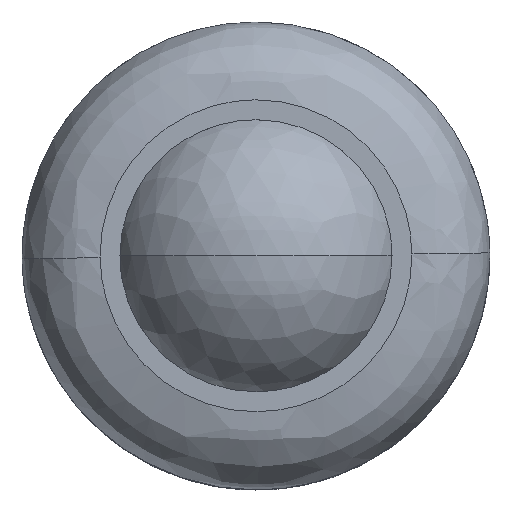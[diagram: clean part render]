
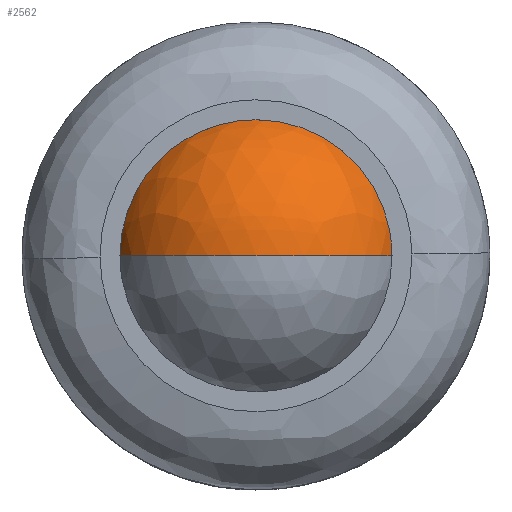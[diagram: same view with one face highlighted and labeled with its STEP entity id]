
A CAD part, top view. The second image highlights one B-rep face of the part: STEP entity #2562.
In plain terms, the highlighted free-form (B-spline) face has degree [2, 2] with [6, 6] control points.
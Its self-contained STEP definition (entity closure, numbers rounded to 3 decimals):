
#2432=CARTESIAN_POINT('',(-9.525,0.0,8.475));
#2433=VERTEX_POINT('',#2432);
#2434=CARTESIAN_POINT('',(0.,0.0,-1.05));
#2435=VERTEX_POINT('',#2434);
#2436=CARTESIAN_POINT('',(-9.525,0.0,8.475));
#2437=CARTESIAN_POINT('',(-9.525,0.0,7.891));
#2438=CARTESIAN_POINT('',(-9.419,0.0,6.741));
#2439=CARTESIAN_POINT('',(-8.997,0.0,5.234));
#2440=CARTESIAN_POINT('',(-8.416,0.0,3.955));
#2441=CARTESIAN_POINT('',(-7.836,0.0,3.027));
#2442=CARTESIAN_POINT('',(-7.15,0.0,2.153));
#2443=CARTESIAN_POINT('',(-6.345,0.0,1.329));
#2444=CARTESIAN_POINT('',(-5.169,0.0,0.423));
#2445=CARTESIAN_POINT('',(-3.892,0.0,-0.26));
#2446=CARTESIAN_POINT('',(-2.511,0.0,-0.745));
#2447=CARTESIAN_POINT('',(-1.266,0.0,-0.996));
#2448=CARTESIAN_POINT('',(-0.39,0.0,-1.05));
#2449=CARTESIAN_POINT('',(0.,0.0,-1.05));
#2450=B_SPLINE_CURVE_WITH_KNOTS('',3,(#2436,#2437,#2438,#2439,#2440,#2441,#2442,#2443,#2444,#2445,#2446,#2447,#2448,#2449),.UNSPECIFIED.,.F.,.U.,(4,1,1,1,1,1,1,1,1,1,1,4),(0.,1.753,3.448,4.676,5.961,6.721,8.007,9.41,11.163,12.332,13.793,14.962),.UNSPECIFIED.);
#2451=EDGE_CURVE('',#2433,#2435,#2450,.T.);
#2453=CARTESIAN_POINT('',(9.525,0.0,8.475));
#2454=VERTEX_POINT('',#2453);
#2455=CARTESIAN_POINT('',(9.525,0.0,8.475));
#2456=CARTESIAN_POINT('',(9.525,0.0,8.046));
#2457=CARTESIAN_POINT('',(9.464,0.0,7.15));
#2458=CARTESIAN_POINT('',(9.21,0.0,5.946));
#2459=CARTESIAN_POINT('',(8.755,0.0,4.638));
#2460=CARTESIAN_POINT('',(8.169,0.0,3.509));
#2461=CARTESIAN_POINT('',(7.392,0.0,2.434));
#2462=CARTESIAN_POINT('',(6.495,0.0,1.456));
#2463=CARTESIAN_POINT('',(5.395,0.0,0.576));
#2464=CARTESIAN_POINT('',(4.121,0.0,-0.146));
#2465=CARTESIAN_POINT('',(2.959,0.0,-0.607));
#2466=CARTESIAN_POINT('',(1.578,0.0,-0.957));
#2467=CARTESIAN_POINT('',(0.604,0.0,-1.05));
#2468=CARTESIAN_POINT('',(0.,0.0,-1.05));
#2469=B_SPLINE_CURVE_WITH_KNOTS('',3,(#2455,#2456,#2457,#2458,#2459,#2460,#2461,#2462,#2463,#2464,#2465,#2466,#2467,#2468),.UNSPECIFIED.,.F.,.U.,(4,1,1,1,1,1,1,1,1,1,1,4),(0.,1.286,2.688,3.682,5.435,6.487,7.656,9.41,10.695,12.04,13.15,14.962),.UNSPECIFIED.);
#2470=EDGE_CURVE('',#2454,#2435,#2469,.T.);
#2472=CARTESIAN_POINT('',(0.,0.0,18.));
#2473=VERTEX_POINT('',#2472);
#2474=CARTESIAN_POINT('',(0.,0.0,18.));
#2475=CARTESIAN_POINT('',(0.37,0.0,18.));
#2476=CARTESIAN_POINT('',(1.169,0.0,17.953));
#2477=CARTESIAN_POINT('',(2.378,0.0,17.728));
#2478=CARTESIAN_POINT('',(3.787,0.0,17.263));
#2479=CARTESIAN_POINT('',(5.121,0.0,16.56));
#2480=CARTESIAN_POINT('',(6.175,0.0,15.753));
#2481=CARTESIAN_POINT('',(6.95,0.0,15.011));
#2482=CARTESIAN_POINT('',(7.572,0.0,14.285));
#2483=CARTESIAN_POINT('',(8.231,0.0,13.318));
#2484=CARTESIAN_POINT('',(8.8,0.0,12.205));
#2485=CARTESIAN_POINT('',(9.197,0.0,11.04));
#2486=CARTESIAN_POINT('',(9.46,0.0,9.8));
#2487=CARTESIAN_POINT('',(9.525,0.0,8.982));
#2488=CARTESIAN_POINT('',(9.525,0.0,8.475));
#2489=B_SPLINE_CURVE_WITH_KNOTS('',3,(#2474,#2475,#2476,#2477,#2478,#2479,#2480,#2481,#2482,#2483,#2484,#2485,#2486,#2487,#2488),.UNSPECIFIED.,.F.,.U.,(4,1,1,1,1,1,1,1,1,1,1,1,4),(0.,1.11,2.396,3.682,5.552,6.896,7.656,8.767,9.76,11.163,12.507,13.442,14.962),.UNSPECIFIED.);
#2490=EDGE_CURVE('',#2473,#2454,#2489,.T.);
#2492=CARTESIAN_POINT('',(0.,0.0,18.));
#2493=CARTESIAN_POINT('',(-0.74,0.0,18.));
#2494=CARTESIAN_POINT('',(-1.792,0.0,17.877));
#2495=CARTESIAN_POINT('',(-3.272,0.0,17.448));
#2496=CARTESIAN_POINT('',(-4.528,0.0,16.905));
#2497=CARTESIAN_POINT('',(-5.694,0.0,16.151));
#2498=CARTESIAN_POINT('',(-6.799,0.0,15.192));
#2499=CARTESIAN_POINT('',(-7.632,0.0,14.232));
#2500=CARTESIAN_POINT('',(-8.262,0.0,13.245));
#2501=CARTESIAN_POINT('',(-8.714,0.0,12.359));
#2502=CARTESIAN_POINT('',(-9.121,0.0,11.324));
#2503=CARTESIAN_POINT('',(-9.446,0.0,9.975));
#2504=CARTESIAN_POINT('',(-9.525,0.0,8.982));
#2505=CARTESIAN_POINT('',(-9.525,0.0,8.475));
#2506=B_SPLINE_CURVE_WITH_KNOTS('',3,(#2492,#2493,#2494,#2495,#2496,#2497,#2498,#2499,#2500,#2501,#2502,#2503,#2504,#2505),.UNSPECIFIED.,.F.,.U.,(4,1,1,1,1,1,1,1,1,1,1,4),(0.,2.221,3.156,4.617,6.312,7.306,9.,10.111,10.812,11.981,13.442,14.962),.UNSPECIFIED.);
#2507=EDGE_CURVE('',#2473,#2433,#2506,.T.);
#2512=CARTESIAN_POINT('',(-6.244,-3.572,14.719));
#2513=CARTESIAN_POINT('',(-5.655,-2.336,16.015));
#2514=CARTESIAN_POINT('',(-2.379,-0.454,17.989));
#2515=CARTESIAN_POINT('',(2.379,-0.454,17.989));
#2516=CARTESIAN_POINT('',(5.655,-2.336,16.015));
#2517=CARTESIAN_POINT('',(6.244,-3.572,14.719));
#2518=CARTESIAN_POINT('',(-7.54,-2.336,14.13));
#2519=CARTESIAN_POINT('',(-7.136,-0.454,15.611));
#2520=CARTESIAN_POINT('',(-3.223,2.765,18.143));
#2521=CARTESIAN_POINT('',(3.223,2.765,18.143));
#2522=CARTESIAN_POINT('',(7.136,-0.454,15.611));
#2523=CARTESIAN_POINT('',(7.54,-2.336,14.13));
#2524=CARTESIAN_POINT('',(-9.514,-0.454,10.854));
#2525=CARTESIAN_POINT('',(-9.668,2.765,11.698));
#2526=CARTESIAN_POINT('',(-4.995,9.525,13.47));
#2527=CARTESIAN_POINT('',(4.995,9.525,13.47));
#2528=CARTESIAN_POINT('',(9.668,2.765,11.698));
#2529=CARTESIAN_POINT('',(9.514,-0.454,10.854));
#2530=CARTESIAN_POINT('',(-9.514,-0.454,6.096));
#2531=CARTESIAN_POINT('',(-9.668,2.765,5.252));
#2532=CARTESIAN_POINT('',(-4.995,9.525,3.48));
#2533=CARTESIAN_POINT('',(4.995,9.525,3.48));
#2534=CARTESIAN_POINT('',(9.668,2.765,5.252));
#2535=CARTESIAN_POINT('',(9.514,-0.454,6.096));
#2536=CARTESIAN_POINT('',(-7.54,-2.336,2.82));
#2537=CARTESIAN_POINT('',(-7.136,-0.454,1.339));
#2538=CARTESIAN_POINT('',(-3.223,2.765,-1.193));
#2539=CARTESIAN_POINT('',(3.223,2.765,-1.193));
#2540=CARTESIAN_POINT('',(7.136,-0.454,1.339));
#2541=CARTESIAN_POINT('',(7.54,-2.336,2.82));
#2542=CARTESIAN_POINT('',(-6.244,-3.572,2.231));
#2543=CARTESIAN_POINT('',(-5.655,-2.336,0.935));
#2544=CARTESIAN_POINT('',(-2.379,-0.454,-1.039));
#2545=CARTESIAN_POINT('',(2.379,-0.454,-1.039));
#2546=CARTESIAN_POINT('',(5.655,-2.336,0.935));
#2547=CARTESIAN_POINT('',(6.244,-3.572,2.231));
#2555=(BOUNDED_SURFACE()B_SPLINE_SURFACE(2,2,((#2512,#2518,#2524,#2530,#2536,#2542),(#2513,#2519,#2525,#2531,#2537,#2543),(#2514,#2520,#2526,#2532,#2538,#2544),(#2515,#2521,#2527,#2533,#2539,#2545),(#2516,#2522,#2528,#2534,#2540,#2546),(#2517,#2523,#2529,#2535,#2541,#2547)),.UNSPECIFIED.,.F.,.F.,.U.)B_SPLINE_SURFACE_WITH_KNOTS((3,1,1,1,3),(3,1,1,1,3),(0.0,8.782,17.565,26.347,35.129),(0.0,8.782,17.565,26.347,35.129),.UNSPECIFIED.)GEOMETRIC_REPRESENTATION_ITEM()RATIONAL_B_SPLINE_SURFACE(((3.2,2.65,2.1,2.1,2.65,3.2),(2.65,2.1,1.55,1.55,2.1,2.65),(2.1,1.55,1.0,1.0,1.55,2.1),(2.1,1.55,1.0,1.0,1.55,2.1),(2.65,2.1,1.55,1.55,2.1,2.65),(3.2,2.65,2.1,2.1,2.65,3.2)))REPRESENTATION_ITEM('')SURFACE());
#2556=ORIENTED_EDGE('',*,*,#2470,.T.);
#2557=ORIENTED_EDGE('',*,*,#2451,.F.);
#2558=ORIENTED_EDGE('',*,*,#2507,.F.);
#2559=ORIENTED_EDGE('',*,*,#2490,.T.);
#2560=EDGE_LOOP('',(#2556,#2557,#2558,#2559));
#2561=FACE_OUTER_BOUND('',#2560,.T.);
#2562=ADVANCED_FACE('',(#2561),#2555,.T.);
